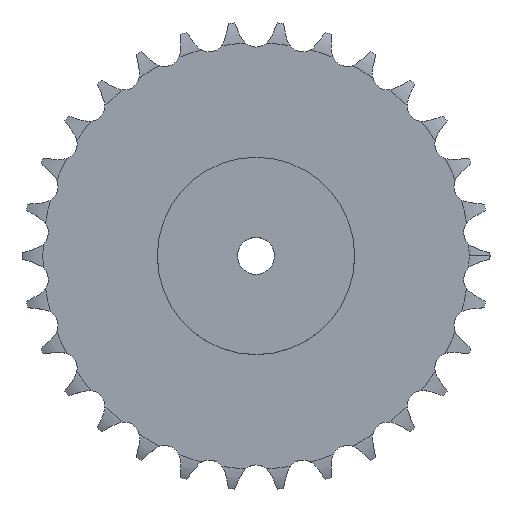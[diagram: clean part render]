
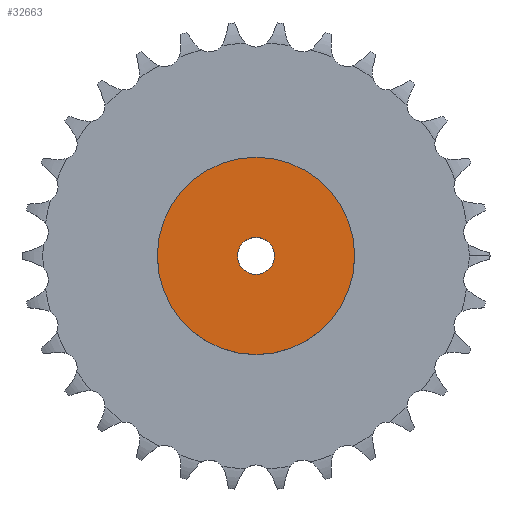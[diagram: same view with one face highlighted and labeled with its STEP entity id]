
A CAD part, top view. The second image highlights one B-rep face of the part: STEP entity #32663.
In plain terms, the highlighted planar face has unit normal (0, 0, 1).
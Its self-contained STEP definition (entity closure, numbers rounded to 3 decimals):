
#3912 = CYLINDRICAL_SURFACE('',#3913,80.);
#3913 = AXIS2_PLACEMENT_3D('',#3914,#3915,#3916);
#3914 = CARTESIAN_POINT('',(0.,0.,0.));
#3915 = DIRECTION('',(-0.,-0.,-1.));
#3916 = DIRECTION('',(1.,0.,0.));
#20614 = VERTEX_POINT('',#20615);
#20615 = CARTESIAN_POINT('',(80.,0.,60.));
#20636 = EDGE_CURVE('',#20614,#20614,#20637,.T.);
#20637 = SURFACE_CURVE('',#20638,(#20643,#20650),.PCURVE_S1.);
#20638 = CIRCLE('',#20639,80.);
#20639 = AXIS2_PLACEMENT_3D('',#20640,#20641,#20642);
#20640 = CARTESIAN_POINT('',(0.,0.,60.));
#20641 = DIRECTION('',(0.,0.,1.));
#20642 = DIRECTION('',(1.,0.,0.));
#20643 = PCURVE('',#3912,#20644);
#20644 = DEFINITIONAL_REPRESENTATION('',(#20645),#20649);
#20645 = LINE('',#20646,#20647);
#20646 = CARTESIAN_POINT('',(-0.,-60.));
#20647 = VECTOR('',#20648,1.);
#20648 = DIRECTION('',(-1.,0.));
#20649 = ( GEOMETRIC_REPRESENTATION_CONTEXT(2) 
PARAMETRIC_REPRESENTATION_CONTEXT() REPRESENTATION_CONTEXT('2D SPACE',''
  ) );
#20650 = PCURVE('',#20651,#20656);
#20651 = PLANE('',#20652);
#20652 = AXIS2_PLACEMENT_3D('',#20653,#20654,#20655);
#20653 = CARTESIAN_POINT('',(0.,0.,60.)
  );
#20654 = DIRECTION('',(0.,0.,1.));
#20655 = DIRECTION('',(1.,0.,0.));
#20656 = DEFINITIONAL_REPRESENTATION('',(#20657),#20661);
#20657 = CIRCLE('',#20658,80.);
#20658 = AXIS2_PLACEMENT_2D('',#20659,#20660);
#20659 = CARTESIAN_POINT('',(0.,0.));
#20660 = DIRECTION('',(1.,0.));
#20661 = ( GEOMETRIC_REPRESENTATION_CONTEXT(2) 
PARAMETRIC_REPRESENTATION_CONTEXT() REPRESENTATION_CONTEXT('2D SPACE',''
  ) );
#27724 = CYLINDRICAL_SURFACE('',#27725,15.);
#27725 = AXIS2_PLACEMENT_3D('',#27726,#27727,#27728);
#27726 = CARTESIAN_POINT('',(0.,0.,574.257));
#27727 = DIRECTION('',(0.,0.,1.));
#27728 = DIRECTION('',(1.,0.,0.));
#32663 = ADVANCED_FACE('',(#32664,#32667),#20651,.T.);
#32664 = FACE_BOUND('',#32665,.T.);
#32665 = EDGE_LOOP('',(#32666));
#32666 = ORIENTED_EDGE('',*,*,#20636,.T.);
#32667 = FACE_BOUND('',#32668,.T.);
#32668 = EDGE_LOOP('',(#32669));
#32669 = ORIENTED_EDGE('',*,*,#32670,.F.);
#32670 = EDGE_CURVE('',#32671,#32671,#32673,.T.);
#32671 = VERTEX_POINT('',#32672);
#32672 = CARTESIAN_POINT('',(15.,0.,60.));
#32673 = SURFACE_CURVE('',#32674,(#32679,#32686),.PCURVE_S1.);
#32674 = CIRCLE('',#32675,15.);
#32675 = AXIS2_PLACEMENT_3D('',#32676,#32677,#32678);
#32676 = CARTESIAN_POINT('',(0.,0.,60.));
#32677 = DIRECTION('',(0.,0.,1.));
#32678 = DIRECTION('',(1.,0.,0.));
#32679 = PCURVE('',#20651,#32680);
#32680 = DEFINITIONAL_REPRESENTATION('',(#32681),#32685);
#32681 = CIRCLE('',#32682,15.);
#32682 = AXIS2_PLACEMENT_2D('',#32683,#32684);
#32683 = CARTESIAN_POINT('',(0.,0.));
#32684 = DIRECTION('',(1.,0.));
#32685 = ( GEOMETRIC_REPRESENTATION_CONTEXT(2) 
PARAMETRIC_REPRESENTATION_CONTEXT() REPRESENTATION_CONTEXT('2D SPACE',''
  ) );
#32686 = PCURVE('',#27724,#32687);
#32687 = DEFINITIONAL_REPRESENTATION('',(#32688),#32692);
#32688 = LINE('',#32689,#32690);
#32689 = CARTESIAN_POINT('',(0.,-514.257));
#32690 = VECTOR('',#32691,1.);
#32691 = DIRECTION('',(1.,0.));
#32692 = ( GEOMETRIC_REPRESENTATION_CONTEXT(2) 
PARAMETRIC_REPRESENTATION_CONTEXT() REPRESENTATION_CONTEXT('2D SPACE',''
  ) );
